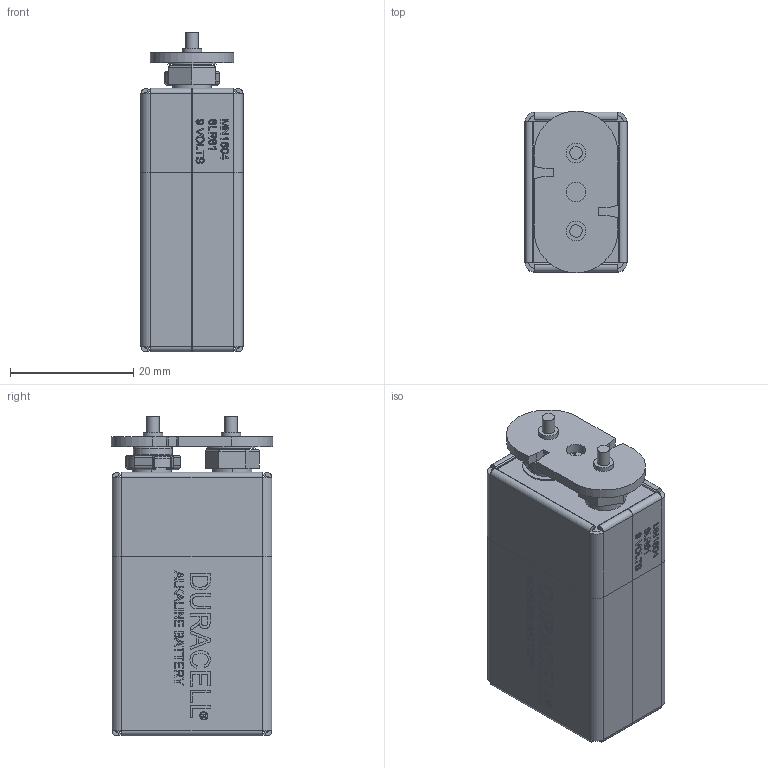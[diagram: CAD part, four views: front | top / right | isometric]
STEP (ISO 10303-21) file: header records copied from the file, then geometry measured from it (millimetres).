
FILE_DESCRIPTION(('FreeCAD Model'),'2;1');
FILE_NAME('batt_9V005_cp_sp.step', '2018-08-12T20:06:38',('kicad StepUp'),('ksu MCAD'), 'Open CASCADE STEP processor 7.3','FreeCAD','Unknown');
FILE_SCHEMA(('AUTOMOTIVE_DESIGN { 1 0 10303 214 1 1 1 1 }'));
Length unit declared in the file: millimetre
Products named in the file (1): batt_9V005_cp_sp
Bounding box: 16.6 x 26.29 x 51.96 mm (x, y, z)
Volume: 584.5 mm3; surface area: 6414.6 mm2
Topology: 5 solids, 11 shells, 425 faces, 1557 edges, 1247 vertices
Faces by surface type: plane 275, cylinder 89, torus 40, cone 16, revolution 4, bspline 1
Full cylindrical faces by diameter (mm): 0.598 x2, 0.762 x2, 2.032 x2, 2.286 x2, 2.413 x2, 2.438 x1, 3.175 x3, 4.013 x1, 4.623 x1, 5.842 x1, 6.35 x1, 7.925 x1
Entity records: 23144 total; most frequent: CARTESIAN_POINT 6804, ORIENTED_EDGE 3002, DIRECTION 2392, EDGE_CURVE 1553, VERTEX_POINT 1247, LINE 934, VECTOR 934, AXIS2_PLACEMENT_3D 727
